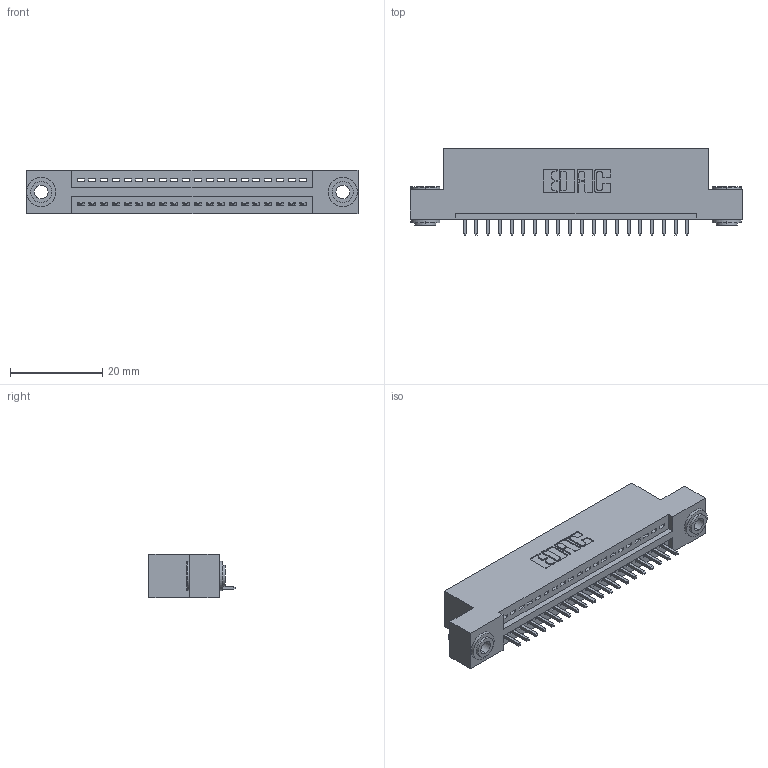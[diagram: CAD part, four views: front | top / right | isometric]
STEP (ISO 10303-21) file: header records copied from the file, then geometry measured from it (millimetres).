
FILE_DESCRIPTION (( 'STEP AP203' ), '1' );
FILE_NAME ('345-020-521-103.STEP', '2018-08-20T03:10:33', ( '' ), ( '' ), 'SwSTEP 2.0', 'SolidWorks 2016', '' );
FILE_SCHEMA (( 'CONFIG_CONTROL_DESIGN' ));
Length unit declared in the file: inch
Products named in the file (4): 345 Part_Flush Mounting Lugs - 0.156 Dia-TH; 345-292-001_345-293-121; 345-250-002_345-250-002-102; 345-020-521-103
Assembly tree (23 placements, depth 2):
  345-020-521-103
    345 Part_Flush Mounting Lugs - 0.156 Dia-TH
    345-292-001_345-293-121  x20
    345-250-002_345-250-002-102  x2
Bounding box: 72.01 x 18.72 x 9.4 mm (x, y, z)
Volume: 6621.8 mm3; surface area: 8492.7 mm2
Topology: 23 solids, 23 shells, 1324 faces, 3937 edges, 2594 vertices
Faces by surface type: plane 890, cylinder 426, cone 8
Entity records: 18682 total; most frequent: CARTESIAN_POINT 3215, ORIENTED_EDGE 3162, DIRECTION 2871, EDGE_CURVE 1581, VECTOR 1345, LINE 1345, VERTEX_POINT 1050, AXIS2_PLACEMENT_3D 763
